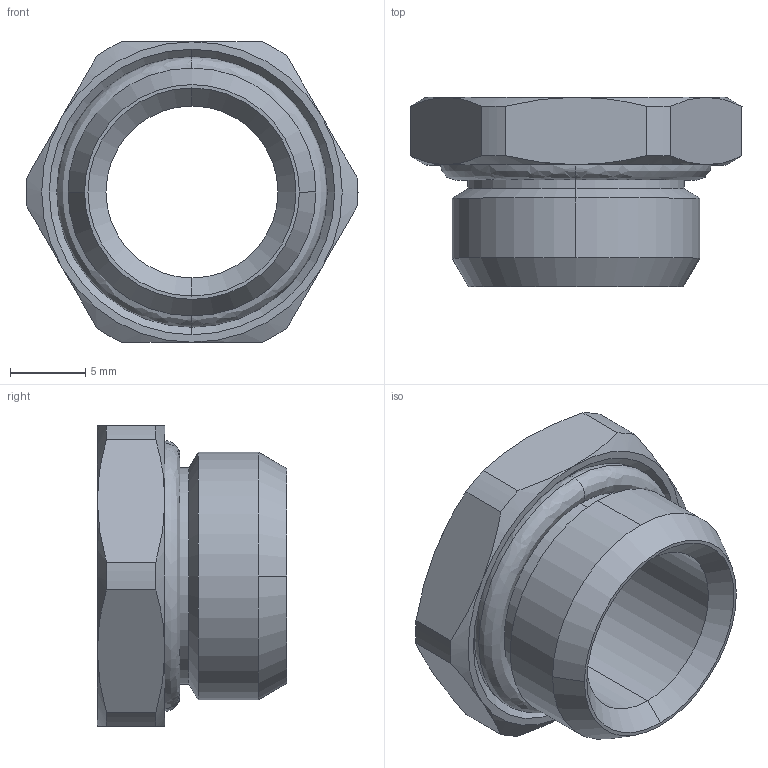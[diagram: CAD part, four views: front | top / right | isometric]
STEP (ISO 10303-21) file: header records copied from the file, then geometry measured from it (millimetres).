
FILE_DESCRIPTION (( 'STEP AP214' ), '1' );
FILE_NAME ('DRF.MFG03G02.STEP', '2016-05-25T08:46:08', ( 'Gebruiker' ), ( '' ), 'SwSTEP 2.0', 'SolidWorks 2016', '' );
FILE_SCHEMA (( 'AUTOMOTIVE_DESIGN' ));
Length unit declared in the file: millimetre
Products named in the file (1): DRF.MFG03G02
Bounding box: 22.1 x 12.6 x 20 mm (x, y, z)
Volume: 1833 mm3; surface area: 1980.2 mm2
Topology: 2 solids, 2 shells, 53 faces, 121 edges, 72 vertices
Faces by surface type: cone 23, cylinder 12, plane 10, bspline 8
Entity records: 2072 total; most frequent: CARTESIAN_POINT 843, DIRECTION 249, ORIENTED_EDGE 242, EDGE_CURVE 121, AXIS2_PLACEMENT_3D 110, VERTEX_POINT 72, CIRCLE 64, EDGE_LOOP 57
